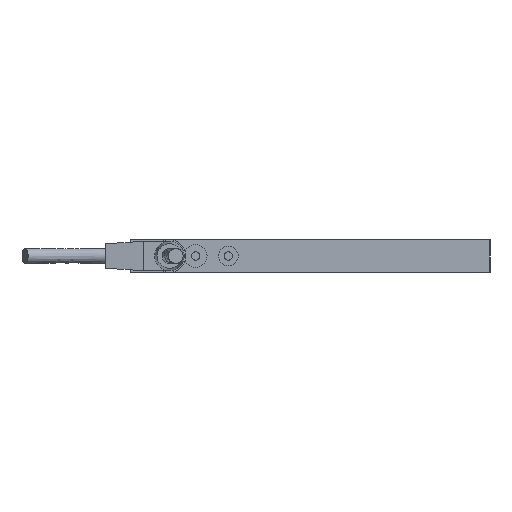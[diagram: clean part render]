
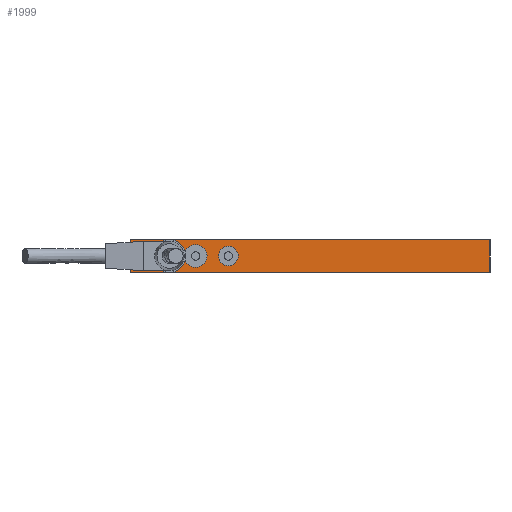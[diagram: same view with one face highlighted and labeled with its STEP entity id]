
A CAD part, left-side view. The second image highlights one B-rep face of the part: STEP entity #1999.
In plain terms, the highlighted planar face has unit normal (-1, 0, 0).
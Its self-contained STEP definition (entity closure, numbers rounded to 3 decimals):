
#66=FACE_BOUND('',#376,.T.);
#67=FACE_BOUND('',#377,.T.);
#68=FACE_BOUND('',#378,.T.);
#113=PLANE('',#2162);
#231=FACE_OUTER_BOUND('',#375,.T.);
#375=EDGE_LOOP('',(#1500,#1501,#1502,#1503));
#376=EDGE_LOOP('',(#1504));
#377=EDGE_LOOP('',(#1505));
#378=EDGE_LOOP('',(#1506));
#554=LINE('',#3009,#760);
#555=LINE('',#3011,#761);
#556=LINE('',#3013,#762);
#557=LINE('',#3014,#763);
#760=VECTOR('',#2425,110.);
#761=VECTOR('',#2426,10.);
#762=VECTOR('',#2427,110.);
#763=VECTOR('',#2428,10.);
#954=CIRCLE('',#2140,1.5);
#959=CIRCLE('',#2148,3.);
#963=CIRCLE('',#2154,3.5);
#1024=VERTEX_POINT('',#2971);
#1029=VERTEX_POINT('',#2984);
#1033=VERTEX_POINT('',#2994);
#1037=VERTEX_POINT('',#3007);
#1038=VERTEX_POINT('',#3008);
#1039=VERTEX_POINT('',#3010);
#1040=VERTEX_POINT('',#3012);
#1215=EDGE_CURVE('',#1024,#1024,#954,.T.);
#1220=EDGE_CURVE('',#1029,#1029,#959,.T.);
#1224=EDGE_CURVE('',#1033,#1033,#963,.T.);
#1228=EDGE_CURVE('',#1037,#1038,#554,.T.);
#1229=EDGE_CURVE('',#1039,#1038,#555,.T.);
#1230=EDGE_CURVE('',#1039,#1040,#556,.T.);
#1231=EDGE_CURVE('',#1040,#1037,#557,.T.);
#1500=ORIENTED_EDGE('',*,*,#1228,.T.);
#1501=ORIENTED_EDGE('',*,*,#1229,.F.);
#1502=ORIENTED_EDGE('',*,*,#1230,.T.);
#1503=ORIENTED_EDGE('',*,*,#1231,.T.);
#1504=ORIENTED_EDGE('',*,*,#1224,.T.);
#1505=ORIENTED_EDGE('',*,*,#1215,.T.);
#1506=ORIENTED_EDGE('',*,*,#1220,.T.);
#1999=ADVANCED_FACE('',(#231,#66,#67,#68),#113,.T.);
#2140=AXIS2_PLACEMENT_3D('',#2972,#2379,#2380);
#2148=AXIS2_PLACEMENT_3D('',#2985,#2395,#2396);
#2154=AXIS2_PLACEMENT_3D('',#2995,#2407,#2408);
#2162=AXIS2_PLACEMENT_3D('',#3006,#2423,#2424);
#2379=DIRECTION('center_axis',(1.,0.,0.));
#2380=DIRECTION('ref_axis',(0.,0.,-1.));
#2395=DIRECTION('center_axis',(1.,0.,0.));
#2396=DIRECTION('ref_axis',(0.,0.,-1.));
#2407=DIRECTION('center_axis',(1.,0.,0.));
#2408=DIRECTION('ref_axis',(0.,0.,-1.));
#2423=DIRECTION('center_axis',(-1.,0.,0.));
#2424=DIRECTION('ref_axis',(0.,0.,1.));
#2425=DIRECTION('',(0.,1.,0.));
#2426=DIRECTION('',(0.,0.,1.));
#2427=DIRECTION('',(0.,-1.,0.));
#2428=DIRECTION('',(0.,0.,1.));
#2971=CARTESIAN_POINT('',(-20.995,12.625,6.5));
#2972=CARTESIAN_POINT('Origin',(-20.995,12.625,5.));
#2984=CARTESIAN_POINT('',(-20.995,-5.375,8.));
#2985=CARTESIAN_POINT('Origin',(-20.995,-5.375,5.));
#2994=CARTESIAN_POINT('',(-20.995,4.625,8.5));
#2995=CARTESIAN_POINT('Origin',(-20.995,4.625,5.));
#3006=CARTESIAN_POINT('Origin',(-20.995,-85.375,0.));
#3007=CARTESIAN_POINT('',(-20.995,-85.375,10.));
#3008=CARTESIAN_POINT('',(-20.995,24.625,10.));
#3009=CARTESIAN_POINT('',(-20.995,-85.375,10.));
#3010=CARTESIAN_POINT('',(-20.995,24.625,0.));
#3011=CARTESIAN_POINT('',(-20.995,24.625,0.));
#3012=CARTESIAN_POINT('',(-20.995,-85.375,0.));
#3013=CARTESIAN_POINT('',(-20.995,24.625,0.));
#3014=CARTESIAN_POINT('',(-20.995,-85.375,0.));
